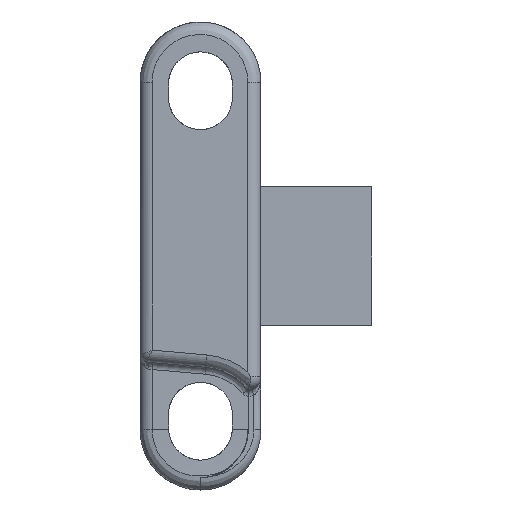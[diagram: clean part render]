
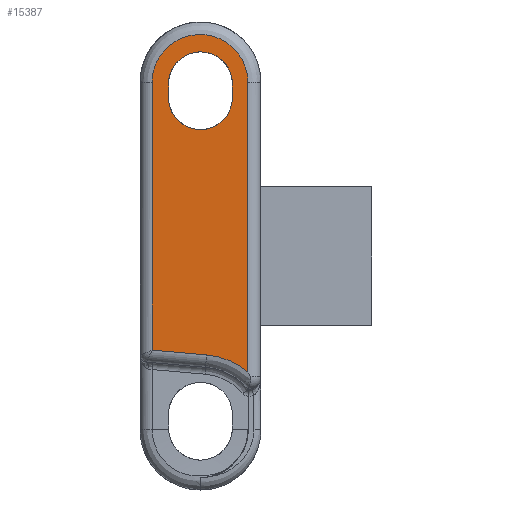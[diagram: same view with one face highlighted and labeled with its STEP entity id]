
A CAD part, left-side view. The second image highlights one B-rep face of the part: STEP entity #15387.
In plain terms, the highlighted planar face has unit normal (-0.999, 0.035, 0).
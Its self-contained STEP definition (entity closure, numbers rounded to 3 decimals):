
#172 = DIRECTION ( 'NONE',  ( 0., 0., 1. ) ) ;
#216 = VECTOR ( 'NONE', #24036, 1000. ) ;
#525 = CARTESIAN_POINT ( 'NONE',  ( -42.256, -4.35, 9.1 ) ) ;
#674 = VERTEX_POINT ( 'NONE', #9870 ) ;
#1169 = CARTESIAN_POINT ( 'NONE',  ( -42.176, -2.05, 10.053 ) ) ;
#1290 = ORIENTED_EDGE ( 'NONE', *, *, #8831, .T. ) ;
#1365 = DIRECTION ( 'NONE',  ( -0.035, -0.999, 0. ) ) ;
#1810 = VERTEX_POINT ( 'NONE', #11052 ) ;
#1826 = ORIENTED_EDGE ( 'NONE', *, *, #4773, .T. ) ;
#1971 =( BOUNDED_CURVE ( )  B_SPLINE_CURVE ( 3, ( #15618, #11308, #11440, #17504 ),
 .UNSPECIFIED., .F., .F. ) 
 B_SPLINE_CURVE_WITH_KNOTS ( ( 4, 4 ),
 ( 3.142, 4.712 ),
 .UNSPECIFIED. ) 
 CURVE ( )  GEOMETRIC_REPRESENTATION_ITEM ( )  RATIONAL_B_SPLINE_CURVE ( ( 1., 0.805, 0.805, 1. ) ) 
 REPRESENTATION_ITEM ( '' )  );
#2562 = EDGE_CURVE ( 'NONE', #19571, #6113, #15656, .T. ) ;
#2572 =( BOUNDED_CURVE ( )  B_SPLINE_CURVE ( 3, ( #12364, #6296, #14513, #16399 ),
 .UNSPECIFIED., .F., .F. ) 
 B_SPLINE_CURVE_WITH_KNOTS ( ( 4, 4 ),
 ( 0., 3.142 ),
 .UNSPECIFIED. ) 
 CURVE ( )  GEOMETRIC_REPRESENTATION_ITEM ( )  RATIONAL_B_SPLINE_CURVE ( ( 1., 0.333, 0.333, 1. ) ) 
 REPRESENTATION_ITEM ( '' )  );
#3005 = CARTESIAN_POINT ( 'NONE',  ( -42.31, -5.892, -7.217 ) ) ;
#3117 = CARTESIAN_POINT ( 'NONE',  ( -42.176, -2.05, 12.4 ) ) ;
#3341 = EDGE_LOOP ( 'NONE', ( #15806, #1826, #1290, #25034, #11775 ) ) ;
#3583 = EDGE_CURVE ( 'NONE', #674, #25099, #14486, .T. ) ;
#4594 = AXIS2_PLACEMENT_3D ( 'NONE', #19297, #15648, #1365 ) ;
#4773 = EDGE_CURVE ( 'NONE', #5853, #16830, #10493, .T. ) ;
#5173 = CARTESIAN_POINT ( 'NONE',  ( -42.375, -7.769, -8.346 ) ) ;
#5224 = CARTESIAN_POINT ( 'NONE',  ( -42.336, -6.65, 11.4 ) ) ;
#5298 = CARTESIAN_POINT ( 'NONE',  ( -42.346, -6.917, -7.638 ) ) ;
#5460 = CARTESIAN_POINT ( 'NONE',  ( -42.134, -0.869, 12.5 ) ) ;
#5567 = EDGE_CURVE ( 'NONE', #1810, #25099, #5938, .T. ) ;
#5853 = VERTEX_POINT ( 'NONE', #24238 ) ;
#5938 = LINE ( 'NONE', #20736, #19148 ) ;
#6112 = ORIENTED_EDGE ( 'NONE', *, *, #14459, .T. ) ;
#6113 = VERTEX_POINT ( 'NONE', #13425 ) ;
#6296 = CARTESIAN_POINT ( 'NONE',  ( -42.176, -2.05, 17. ) ) ;
#6527 = LINE ( 'NONE', #16232, #11075 ) ;
#7044 = FACE_OUTER_BOUND ( 'NONE', #22926, .T. ) ;
#7250 = CARTESIAN_POINT ( 'NONE',  ( -42.256, -4.35, 9.1 ) ) ;
#7743 = VECTOR ( 'NONE', #172, 1000. ) ;
#8567 =( BOUNDED_CURVE ( )  B_SPLINE_CURVE ( 3, ( #25935, #3005, #5298, #5173 ),
 .UNSPECIFIED., .F., .F. ) 
 B_SPLINE_CURVE_WITH_KNOTS ( ( 4, 4 ),
 ( 1.658, 2.264 ),
 .UNSPECIFIED. ) 
 CURVE ( )  GEOMETRIC_REPRESENTATION_ITEM ( )  RATIONAL_B_SPLINE_CURVE ( ( 1., 0.97, 0.97, 1. ) ) 
 REPRESENTATION_ITEM ( '' )  );
#8669 = LINE ( 'NONE', #22825, #7743 ) ;
#8831 = EDGE_CURVE ( 'NONE', #16830, #15271, #1971, .T. ) ;
#9207 = EDGE_CURVE ( 'NONE', #1810, #15204, #6527, .T. ) ;
#9450 = PLANE ( 'NONE',  #4594 ) ;
#9870 = CARTESIAN_POINT ( 'NONE',  ( -42.375, -7.769, 12.5 ) ) ;
#10493 = LINE ( 'NONE', #18717, #19988 ) ;
#11052 = CARTESIAN_POINT ( 'NONE',  ( -42.134, -0.869, -6.778 ) ) ;
#11075 = VECTOR ( 'NONE', #16360, 1000. ) ;
#11308 = CARTESIAN_POINT ( 'NONE',  ( -42.336, -6.65, 10.053 ) ) ;
#11440 = CARTESIAN_POINT ( 'NONE',  ( -42.303, -5.697, 9.1 ) ) ;
#11775 = ORIENTED_EDGE ( 'NONE', *, *, #2562, .T. ) ;
#11991 = DIRECTION ( 'NONE',  ( 0., 0., -1. ) ) ;
#12255 =( BOUNDED_CURVE ( )  B_SPLINE_CURVE ( 3, ( #7250, #24212, #1169, #17612 ),
 .UNSPECIFIED., .F., .F. ) 
 B_SPLINE_CURVE_WITH_KNOTS ( ( 4, 4 ),
 ( 4.712, 6.283 ),
 .UNSPECIFIED. ) 
 CURVE ( )  GEOMETRIC_REPRESENTATION_ITEM ( )  RATIONAL_B_SPLINE_CURVE ( ( 1., 0.805, 0.805, 1. ) ) 
 REPRESENTATION_ITEM ( '' )  );
#12364 = CARTESIAN_POINT ( 'NONE',  ( -42.176, -2.05, 12.4 ) ) ;
#13084 = CARTESIAN_POINT ( 'NONE',  ( -42.134, -0.869, 12.5 ) ) ;
#13425 = CARTESIAN_POINT ( 'NONE',  ( -42.176, -2.05, 12.4 ) ) ;
#14459 = EDGE_CURVE ( 'NONE', #15204, #23766, #8567, .T. ) ;
#14486 =( BOUNDED_CURVE ( )  B_SPLINE_CURVE ( 3, ( #24319, #15827, #17716, #5460 ),
 .UNSPECIFIED., .F., .F. ) 
 B_SPLINE_CURVE_WITH_KNOTS ( ( 4, 4 ),
 ( 3.142, 6.283 ),
 .UNSPECIFIED. ) 
 CURVE ( )  GEOMETRIC_REPRESENTATION_ITEM ( )  RATIONAL_B_SPLINE_CURVE ( ( 1., 0.333, 0.333, 1. ) ) 
 REPRESENTATION_ITEM ( '' )  );
#14513 = CARTESIAN_POINT ( 'NONE',  ( -42.336, -6.65, 17. ) ) ;
#14803 = CARTESIAN_POINT ( 'NONE',  ( -42.271, -4.789, -7.121 ) ) ;
#15204 = VERTEX_POINT ( 'NONE', #14803 ) ;
#15271 = VERTEX_POINT ( 'NONE', #525 ) ;
#15387 = ADVANCED_FACE ( 'NONE', ( #23352, #7044 ), #9450, .T. ) ;
#15618 = CARTESIAN_POINT ( 'NONE',  ( -42.336, -6.65, 11.4 ) ) ;
#15648 = DIRECTION ( 'NONE',  ( -0.999, 0.035, 0. ) ) ;
#15656 = LINE ( 'NONE', #3117, #216 ) ;
#15806 = ORIENTED_EDGE ( 'NONE', *, *, #18887, .T. ) ;
#15827 = CARTESIAN_POINT ( 'NONE',  ( -42.375, -7.769, 19.4 ) ) ;
#16037 = ORIENTED_EDGE ( 'NONE', *, *, #5567, .F. ) ;
#16117 = ORIENTED_EDGE ( 'NONE', *, *, #24703, .T. ) ;
#16232 = CARTESIAN_POINT ( 'NONE',  ( -42.388, -8.14, -7.414 ) ) ;
#16360 = DIRECTION ( 'NONE',  ( -0.035, -0.996, -0.087 ) ) ;
#16399 = CARTESIAN_POINT ( 'NONE',  ( -42.336, -6.65, 12.4 ) ) ;
#16830 = VERTEX_POINT ( 'NONE', #5224 ) ;
#17504 = CARTESIAN_POINT ( 'NONE',  ( -42.256, -4.35, 9.1 ) ) ;
#17612 = CARTESIAN_POINT ( 'NONE',  ( -42.176, -2.05, 11.4 ) ) ;
#17716 = CARTESIAN_POINT ( 'NONE',  ( -42.134, -0.869, 19.4 ) ) ;
#18717 = CARTESIAN_POINT ( 'NONE',  ( -42.336, -6.65, 12.4 ) ) ;
#18887 = EDGE_CURVE ( 'NONE', #6113, #5853, #2572, .T. ) ;
#19148 = VECTOR ( 'NONE', #22777, 1000. ) ;
#19297 = CARTESIAN_POINT ( 'NONE',  ( -42.408, -8.7, -1. ) ) ;
#19571 = VERTEX_POINT ( 'NONE', #21320 ) ;
#19988 = VECTOR ( 'NONE', #11991, 1000. ) ;
#20153 = EDGE_CURVE ( 'NONE', #15271, #19571, #12255, .T. ) ;
#20736 = CARTESIAN_POINT ( 'NONE',  ( -42.134, -0.869, -16.901 ) ) ;
#21320 = CARTESIAN_POINT ( 'NONE',  ( -42.176, -2.05, 11.4 ) ) ;
#22777 = DIRECTION ( 'NONE',  ( 0., 0., 1. ) ) ;
#22825 = CARTESIAN_POINT ( 'NONE',  ( -42.375, -7.769, -16.901 ) ) ;
#22926 = EDGE_LOOP ( 'NONE', ( #16117, #26227, #16037, #25460, #6112 ) ) ;
#23352 = FACE_BOUND ( 'NONE', #3341, .T. ) ;
#23531 = CARTESIAN_POINT ( 'NONE',  ( -42.375, -7.769, -8.346 ) ) ;
#23766 = VERTEX_POINT ( 'NONE', #23531 ) ;
#24036 = DIRECTION ( 'NONE',  ( 0., 0., 1. ) ) ;
#24212 = CARTESIAN_POINT ( 'NONE',  ( -42.209, -3.003, 9.1 ) ) ;
#24238 = CARTESIAN_POINT ( 'NONE',  ( -42.336, -6.65, 12.4 ) ) ;
#24319 = CARTESIAN_POINT ( 'NONE',  ( -42.375, -7.769, 12.5 ) ) ;
#24703 = EDGE_CURVE ( 'NONE', #23766, #674, #8669, .T. ) ;
#25034 = ORIENTED_EDGE ( 'NONE', *, *, #20153, .T. ) ;
#25099 = VERTEX_POINT ( 'NONE', #13084 ) ;
#25460 = ORIENTED_EDGE ( 'NONE', *, *, #9207, .T. ) ;
#25935 = CARTESIAN_POINT ( 'NONE',  ( -42.271, -4.789, -7.121 ) ) ;
#26227 = ORIENTED_EDGE ( 'NONE', *, *, #3583, .T. ) ;
